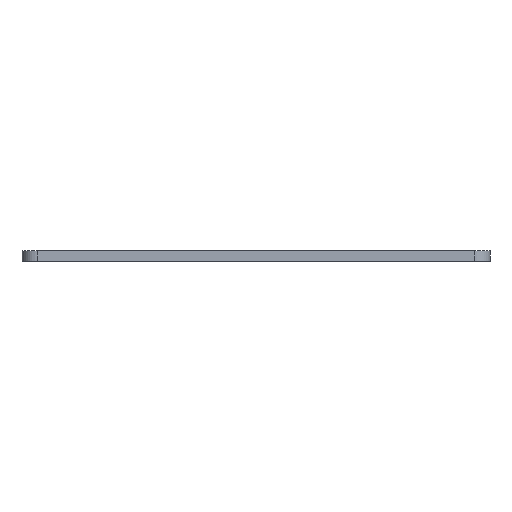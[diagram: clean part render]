
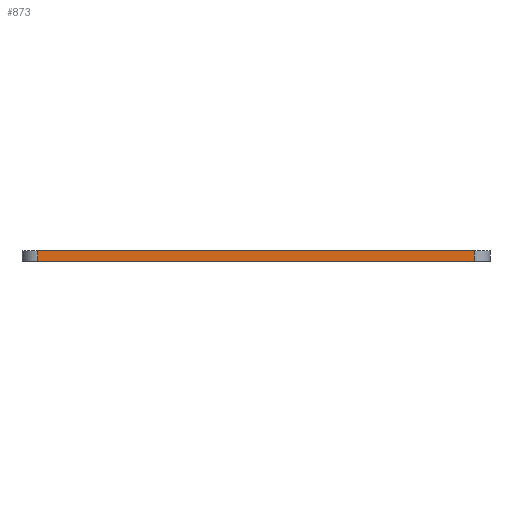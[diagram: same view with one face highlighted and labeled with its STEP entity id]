
A CAD part, left-side view. The second image highlights one B-rep face of the part: STEP entity #873.
In plain terms, the highlighted planar face has unit normal (-1, 0, 0).
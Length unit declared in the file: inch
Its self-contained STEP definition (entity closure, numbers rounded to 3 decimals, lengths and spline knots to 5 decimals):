
#44=PLANE('',#980);
#75=FACE_OUTER_BOUND('',#126,.T.);
#126=EDGE_LOOP('',(#709,#710,#711,#712));
#163=LINE('',#1320,#235);
#204=LINE('',#1474,#276);
#205=LINE('',#1477,#277);
#206=LINE('',#1478,#278);
#235=VECTOR('',#1045,0.3937);
#276=VECTOR('',#1200,0.3937);
#277=VECTOR('',#1203,0.3937);
#278=VECTOR('',#1204,0.3937);
#364=VERTEX_POINT('',#1306);
#370=VERTEX_POINT('',#1318);
#425=VERTEX_POINT('',#1470);
#427=VERTEX_POINT('',#1476);
#459=EDGE_CURVE('',#370,#364,#163,.T.);
#537=EDGE_CURVE('',#364,#425,#204,.T.);
#538=EDGE_CURVE('',#427,#370,#205,.T.);
#539=EDGE_CURVE('',#425,#427,#206,.T.);
#709=ORIENTED_EDGE('',*,*,#537,.F.);
#710=ORIENTED_EDGE('',*,*,#459,.F.);
#711=ORIENTED_EDGE('',*,*,#538,.F.);
#712=ORIENTED_EDGE('',*,*,#539,.F.);
#873=ADVANCED_FACE('',(#75),#44,.T.);
#980=AXIS2_PLACEMENT_3D('',#1475,#1201,#1202);
#1045=DIRECTION('',(0.,-1.,0.));
#1200=DIRECTION('',(0.,0.,-1.));
#1201=DIRECTION('center_axis',(-1.,0.,0.));
#1202=DIRECTION('ref_axis',(0.,1.,0.));
#1203=DIRECTION('',(0.,0.,1.));
#1204=DIRECTION('',(0.,1.,0.));
#1306=CARTESIAN_POINT('',(-2.28125,-1.3125,0.));
#1318=CARTESIAN_POINT('',(-2.28125,1.3125,0.));
#1320=CARTESIAN_POINT('',(-2.28125,1.40625,0.));
#1470=CARTESIAN_POINT('',(-2.28125,-1.3125,-0.0625));
#1474=CARTESIAN_POINT('',(-2.28125,-1.3125,0.));
#1475=CARTESIAN_POINT('Origin',(-2.28125,-1.40625,0.));
#1476=CARTESIAN_POINT('',(-2.28125,1.3125,-0.0625));
#1477=CARTESIAN_POINT('',(-2.28125,1.3125,0.));
#1478=CARTESIAN_POINT('',(-2.28125,1.40625,-0.0625));
